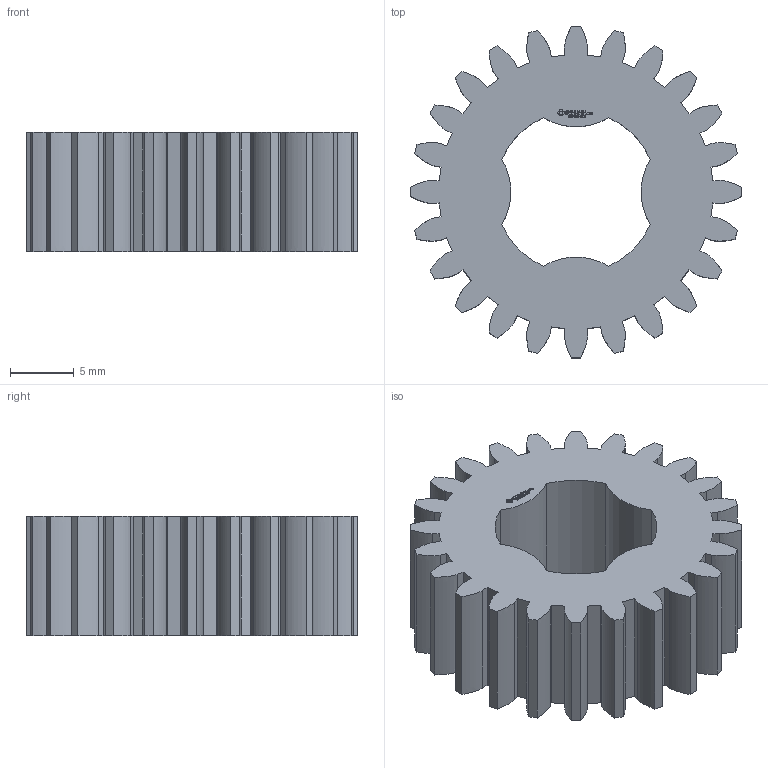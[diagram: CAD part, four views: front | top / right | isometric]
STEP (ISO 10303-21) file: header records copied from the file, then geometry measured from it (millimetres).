
FILE_DESCRIPTION(('FreeCAD Model'),'2;1');
FILE_NAME('Open CASCADE Shape Model','2024-03-09T18:25:12',(''),(''), 'Open CASCADE STEP processor 7.6','FreeCAD','Unknown');
FILE_SCHEMA(('AUTOMOTIVE_DESIGN { 1 0 10303 214 1 1 1 1 }'));
Length unit declared in the file: millimetre
Products named in the file (1): Gear Wheel PLN TTH24 BU00.75 SFT-SHD - SPN-GWH-0075 (stemfie.org)
Bounding box: 25.99 x 25.99 x 9.38 mm (x, y, z)
Volume: 3132 mm3; surface area: 2524.8 mm2
Topology: 1 solids, 1 shells, 604 faces, 1716 edges, 1144 vertices
Faces by surface type: plane 318, extrusion 278, cylinder 8
Entity records: 50437 total; most frequent: CARTESIAN_POINT 13777, DIRECTION 4984, VECTOR 4282, LINE 4004, ORIENTED_EDGE 3432, PCURVE 3432, DEFINITIONAL_REPRESENTATION 3432, EDGE_CURVE 1716
